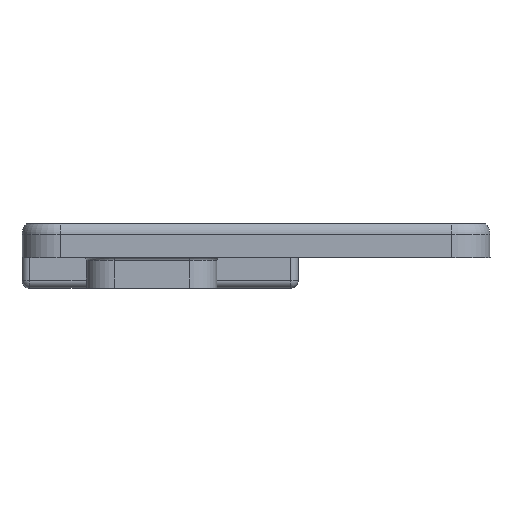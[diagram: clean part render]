
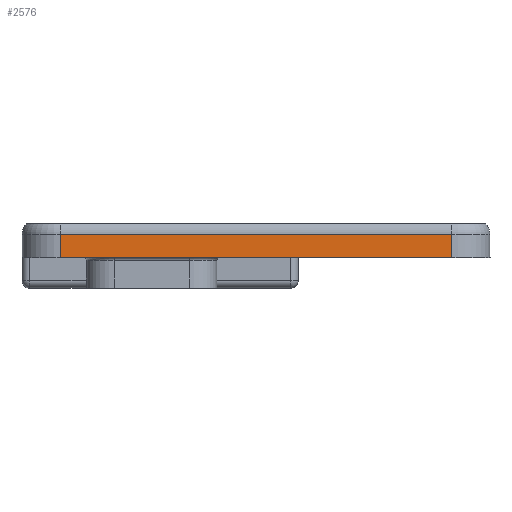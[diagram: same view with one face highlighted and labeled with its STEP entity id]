
A CAD part, left-side view. The second image highlights one B-rep face of the part: STEP entity #2576.
In plain terms, the highlighted planar face has unit normal (-1, 0, 0).
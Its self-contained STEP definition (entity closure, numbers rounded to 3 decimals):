
#87=PLANE('',#2862);
#110=LINE('',#3794,#334);
#171=LINE('',#4059,#395);
#267=LINE('',#4435,#491);
#268=LINE('',#4436,#492);
#269=LINE('',#4438,#493);
#270=LINE('',#4439,#494);
#334=VECTOR('',#2942,10.);
#395=VECTOR('',#3159,10.);
#491=VECTOR('',#3573,10.);
#492=VECTOR('',#3574,10.);
#493=VECTOR('',#3575,10.);
#494=VECTOR('',#3576,10.);
#720=FACE_OUTER_BOUND('',#872,.T.);
#872=EDGE_LOOP('',(#2227,#2228,#2229,#2230,#2231,#2232));
#1082=VERTEX_POINT('',#3791);
#1083=VERTEX_POINT('',#3793);
#1180=VERTEX_POINT('',#4051);
#1182=VERTEX_POINT('',#4057);
#1267=VERTEX_POINT('',#4434);
#1268=VERTEX_POINT('',#4437);
#1321=EDGE_CURVE('',#1082,#1083,#110,.F.);
#1441=EDGE_CURVE('',#1180,#1182,#171,.T.);
#1613=EDGE_CURVE('',#1082,#1267,#267,.T.);
#1614=EDGE_CURVE('',#1267,#1180,#268,.T.);
#1615=EDGE_CURVE('',#1182,#1268,#269,.T.);
#1616=EDGE_CURVE('',#1083,#1268,#270,.T.);
#2227=ORIENTED_EDGE('',*,*,#1613,.T.);
#2228=ORIENTED_EDGE('',*,*,#1614,.T.);
#2229=ORIENTED_EDGE('',*,*,#1441,.T.);
#2230=ORIENTED_EDGE('',*,*,#1615,.T.);
#2231=ORIENTED_EDGE('',*,*,#1616,.F.);
#2232=ORIENTED_EDGE('',*,*,#1321,.F.);
#2576=ADVANCED_FACE('',(#720),#87,.F.);
#2862=AXIS2_PLACEMENT_3D('',#4433,#3571,#3572);
#2942=DIRECTION('',(0.,-1.,0.));
#3159=DIRECTION('',(0.,1.,0.));
#3571=DIRECTION('center_axis',(1.,0.,0.));
#3572=DIRECTION('ref_axis',(0.,1.,0.));
#3573=DIRECTION('',(0.,0.,1.));
#3574=DIRECTION('',(0.,0.,1.));
#3575=DIRECTION('',(0.,0.,-1.));
#3576=DIRECTION('',(0.,0.,1.));
#3791=CARTESIAN_POINT('',(-382.96,-33.,-38.096));
#3793=CARTESIAN_POINT('',(-382.96,18.,-38.096));
#3794=CARTESIAN_POINT('',(-382.96,-22.831,-38.096));
#4051=CARTESIAN_POINT('',(-382.96,-33.,-35.124));
#4057=CARTESIAN_POINT('',(-382.96,18.,-35.124));
#4059=CARTESIAN_POINT('',(-382.96,-30.415,-35.124));
#4433=CARTESIAN_POINT('Origin',(-382.96,-38.,-38.096));
#4434=CARTESIAN_POINT('',(-382.96,-33.,-35.196));
#4435=CARTESIAN_POINT('',(-382.96,-33.,-38.096));
#4436=CARTESIAN_POINT('',(-382.96,-33.,-36.296));
#4437=CARTESIAN_POINT('',(-382.96,18.,-35.196));
#4438=CARTESIAN_POINT('',(-382.96,18.,-36.296));
#4439=CARTESIAN_POINT('',(-382.96,18.,-36.996));
